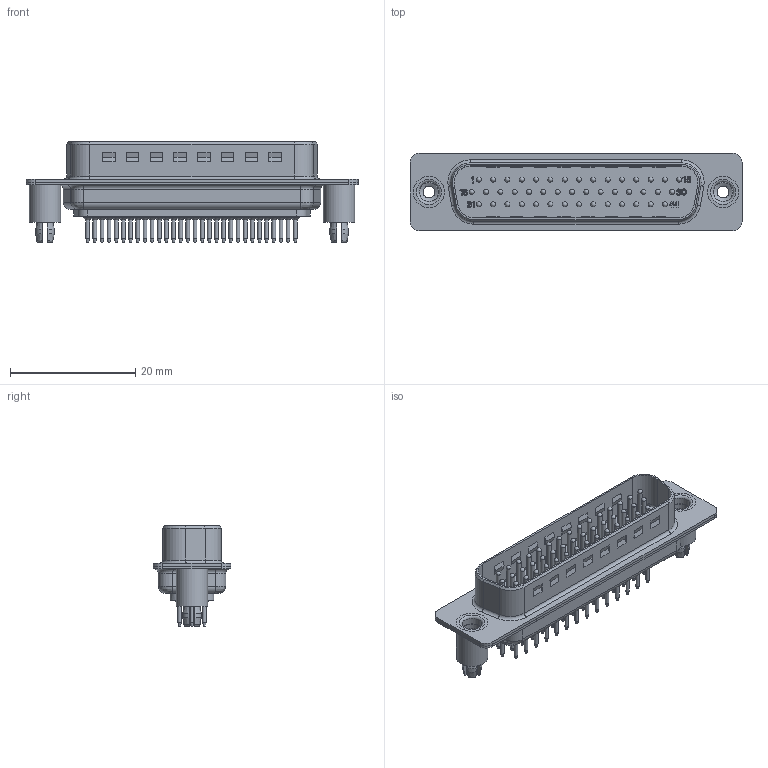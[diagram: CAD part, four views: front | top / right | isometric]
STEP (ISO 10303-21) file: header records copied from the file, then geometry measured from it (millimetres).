
FILE_DESCRIPTION(/* description */ ('M1101/44M/white'),/* implementation_level */ '2;1');
FILE_NAME(/* name */ 'K061102.stp',/* time_stamp */ '2017-05-02T11:22:33+02:00',/* author */ ('M. Rickli'),/* organization */ (''),/* preprocessor_version */ 'ST-DEVELOPER v15.6',/* originating_system */ 'Autodesk Inventor 2015',/* authorisation */ '');
FILE_SCHEMA (('AUTOMOTIVE_DESIGN { 1 0 10303 214 3 1 1 }'));
Length unit declared in the file: millimetre
Products named in the file (6): N00787_China_BG; R+B00946_BG; R+B00128_BG; R+B00125_BG; R+B00006_male_BG; K061102
Assembly tree (49 placements, depth 2):
  K061102
    N00787_China_BG
    R+B00946_BG  x44
    R+B00128_BG
    R+B00125_BG
    R+B00006_male_BG  x2
Bounding box: 53.1 x 12.4 x 16.1 mm (x, y, z)
Volume: 2857.5 mm3; surface area: 7767.5 mm2
Topology: 49 solids, 49 shells, 1257 faces, 2744 edges, 1746 vertices
Faces by surface type: plane 621, cylinder 412, cone 110, sphere 44, bspline 40, torus 30
Full cylindrical faces by diameter (mm): 0.6 x44, 0.75 x44, 0.8 x44, 1.24 x44, 1.26 x44, 1.6 x88, 1.9 x2, 3 x2, 3.2 x2, 4 x2, 4.06 x4, 5 x6
Entity records: 24806 total; most frequent: CARTESIAN_POINT 6911, DIRECTION 3678, ORIENTED_EDGE 3234, EDGE_CURVE 1617, AXIS2_PLACEMENT_3D 1336, EDGE_LOOP 1200, VERTEX_POINT 1153, LINE 1006
